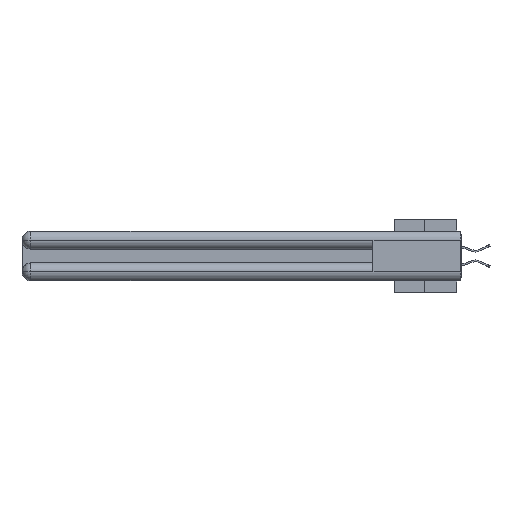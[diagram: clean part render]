
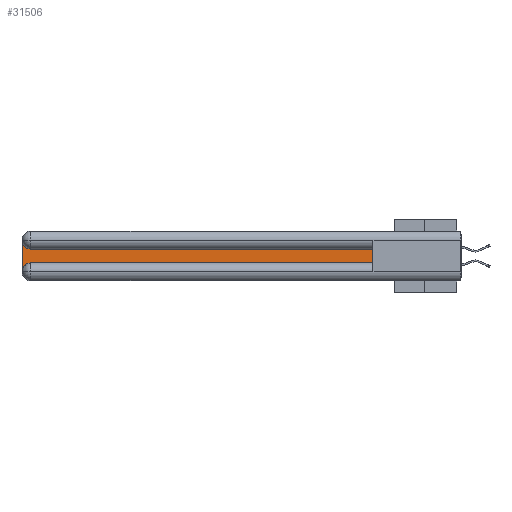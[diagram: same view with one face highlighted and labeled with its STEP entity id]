
A CAD part, left-side view. The second image highlights one B-rep face of the part: STEP entity #31506.
In plain terms, the highlighted planar face has unit normal (-1, 0, 0).
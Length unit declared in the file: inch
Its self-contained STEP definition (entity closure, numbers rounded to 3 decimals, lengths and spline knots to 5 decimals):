
#510 = DIRECTION ( 'NONE',  ( 0., -1., 0. ) ) ;
#688 = DIRECTION ( 'NONE',  ( 1., 0., 0. ) ) ;
#1129 = ORIENTED_EDGE ( 'NONE', *, *, #30051, .T. ) ;
#1365 = DIRECTION ( 'NONE',  ( 0., 0., -1. ) ) ;
#2477 = ORIENTED_EDGE ( 'NONE', *, *, #32188, .T. ) ;
#3507 = VERTEX_POINT ( 'NONE', #22260 ) ;
#5756 = VECTOR ( 'NONE', #510, 39.37008 ) ;
#8119 = ORIENTED_EDGE ( 'NONE', *, *, #32666, .T. ) ;
#8198 = CARTESIAN_POINT ( 'NONE',  ( 0.075, 3., -0.0625 ) ) ;
#8549 = VERTEX_POINT ( 'NONE', #22709 ) ;
#9772 = PLANE ( 'NONE',  #16598 ) ;
#9991 = CARTESIAN_POINT ( 'NONE',  ( 0.075, 0.6, -0.2175 ) ) ;
#10600 = DIRECTION ( 'NONE',  ( 0., 1., 0. ) ) ;
#12932 = FACE_OUTER_BOUND ( 'NONE', #36208, .T. ) ;
#13003 = DIRECTION ( 'NONE',  ( 0., 0., -1. ) ) ;
#13479 = EDGE_CURVE ( 'NONE', #8549, #3507, #27787, .T. ) ;
#14645 = CARTESIAN_POINT ( 'NONE',  ( 0.075, 3., -0.2775 ) ) ;
#15135 = LINE ( 'NONE', #34894, #5756 ) ;
#15287 = CARTESIAN_POINT ( 'NONE',  ( 0.075, 3., -0.1225 ) ) ;
#15339 = VECTOR ( 'NONE', #29417, 39.37008 ) ;
#16598 = AXIS2_PLACEMENT_3D ( 'NONE', #15287, #35140, #1365 ) ;
#16807 = VERTEX_POINT ( 'NONE', #33357 ) ;
#18048 = CARTESIAN_POINT ( 'NONE',  ( 0.075, 2.94, -0.2175 ) ) ;
#18358 = CARTESIAN_POINT ( 'NONE',  ( 0.075, 2.94, -0.0625 ) ) ;
#18458 = AXIS2_PLACEMENT_3D ( 'NONE', #18358, #24402, #13003 ) ;
#20878 = DIRECTION ( 'NONE',  ( 0., 0., -1. ) ) ;
#22260 = CARTESIAN_POINT ( 'NONE',  ( 0.075, 0.6, -0.1225 ) ) ;
#22709 = CARTESIAN_POINT ( 'NONE',  ( 0.075, 0.6, -0.2175 ) ) ;
#24237 = LINE ( 'NONE', #34137, #33172 ) ;
#24402 = DIRECTION ( 'NONE',  ( 1., 0., 0. ) ) ;
#24506 = EDGE_CURVE ( 'NONE', #26933, #31372, #24237, .T. ) ;
#25204 = CIRCLE ( 'NONE', #18458, 0.06 ) ;
#26368 = CARTESIAN_POINT ( 'NONE',  ( 0.075, 2.94, -0.2775 ) ) ;
#26924 = CARTESIAN_POINT ( 'NONE',  ( 0.075, 0.6, -0.1225 ) ) ;
#26933 = VERTEX_POINT ( 'NONE', #8198 ) ;
#27124 = AXIS2_PLACEMENT_3D ( 'NONE', #26368, #688, #20878 ) ;
#27252 = EDGE_CURVE ( 'NONE', #36596, #8549, #15135, .T. ) ;
#27787 = LINE ( 'NONE', #9991, #15339 ) ;
#28444 = LINE ( 'NONE', #26924, #31093 ) ;
#29417 = DIRECTION ( 'NONE',  ( 0., 0., 1. ) ) ;
#30051 = EDGE_CURVE ( 'NONE', #16807, #26933, #25204, .T. ) ;
#31093 = VECTOR ( 'NONE', #10600, 39.37008 ) ;
#31372 = VERTEX_POINT ( 'NONE', #14645 ) ;
#31506 = ADVANCED_FACE ( 'NONE', ( #12932 ), #9772, .F. ) ;
#31757 = ORIENTED_EDGE ( 'NONE', *, *, #13479, .T. ) ;
#31769 = DIRECTION ( 'NONE',  ( 0., 0., -1. ) ) ;
#32188 = EDGE_CURVE ( 'NONE', #3507, #16807, #28444, .T. ) ;
#32376 = ORIENTED_EDGE ( 'NONE', *, *, #27252, .T. ) ;
#32666 = EDGE_CURVE ( 'NONE', #31372, #36596, #32809, .T. ) ;
#32809 = CIRCLE ( 'NONE', #27124, 0.06 ) ;
#33172 = VECTOR ( 'NONE', #31769, 39.37008 ) ;
#33357 = CARTESIAN_POINT ( 'NONE',  ( 0.075, 2.94, -0.1225 ) ) ;
#34137 = CARTESIAN_POINT ( 'NONE',  ( 0.075, 3., -0.2175 ) ) ;
#34153 = ORIENTED_EDGE ( 'NONE', *, *, #24506, .T. ) ;
#34894 = CARTESIAN_POINT ( 'NONE',  ( 0.075, 0.6, -0.2175 ) ) ;
#35140 = DIRECTION ( 'NONE',  ( 1., 0., 0. ) ) ;
#36208 = EDGE_LOOP ( 'NONE', ( #2477, #1129, #34153, #8119, #32376, #31757 ) ) ;
#36596 = VERTEX_POINT ( 'NONE', #18048 ) ;
